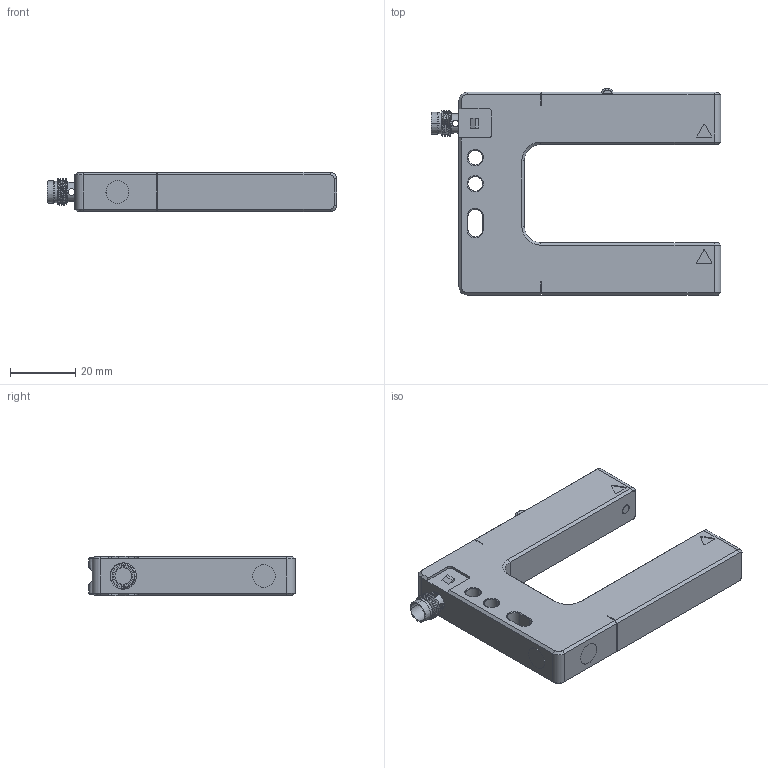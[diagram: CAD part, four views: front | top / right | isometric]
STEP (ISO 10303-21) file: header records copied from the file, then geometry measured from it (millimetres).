
FILE_DESCRIPTION((''),'2;1');
FILE_NAME('137651_SM01_ASM','2022-03-28T09:42:17',('PDMAdmin'),('BANNER ENGINEERING'),'CREO PARAMETRIC BY PTC INC, 2019292','CREO PARAMETRIC BY PTC INC, 2019292','');
FILE_SCHEMA(('CONFIG_CONTROL_DESIGN'));
Length unit declared in the file: millimetre
Products named in the file (2): 137651_EP01; 137651_SM01_ASM
Assembly tree (1 placements, depth 2):
  137651_SM01_ASM
    137651_EP01
Bounding box: 88.42 x 63 x 12 mm (x, y, z)
Volume: 36876.3 mm3; surface area: 11864 mm2
Topology: 1 solids, 1 shells, 277 faces, 673 edges, 424 vertices
Faces by surface type: plane 139, cylinder 94, cone 32, torus 6, bspline 6
Entity records: 11396 total; most frequent: CARTESIAN_POINT 4845, ORIENTED_EDGE 1346, DIRECTION 1317, EDGE_CURVE 673, AXIS2_PLACEMENT_3D 450, VERTEX_POINT 424, VECTOR 417, LINE 417
